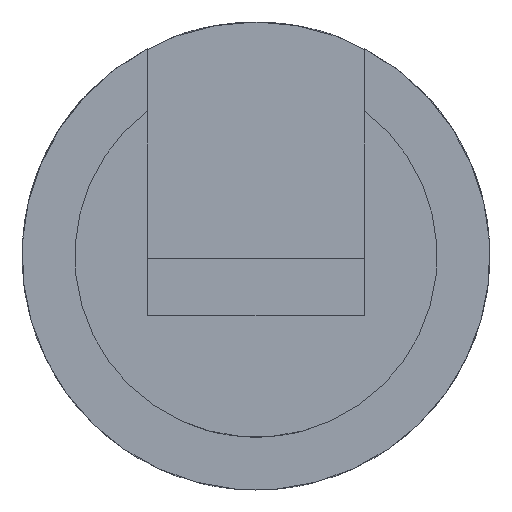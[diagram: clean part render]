
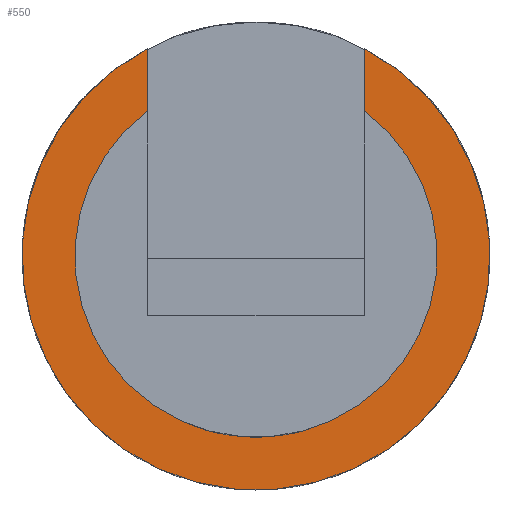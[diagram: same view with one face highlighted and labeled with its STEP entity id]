
A CAD part, front view. The second image highlights one B-rep face of the part: STEP entity #550.
In plain terms, the highlighted planar face has unit normal (0, -1, 0).
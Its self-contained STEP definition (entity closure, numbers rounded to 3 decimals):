
#29=CIRCLE('',#595,2.248);
#36=CIRCLE('',#608,1.74);
#133=ORIENTED_EDGE('',*,*,#240,.F.);
#134=ORIENTED_EDGE('',*,*,#258,.T.);
#135=ORIENTED_EDGE('',*,*,#243,.F.);
#136=ORIENTED_EDGE('',*,*,#222,.T.);
#222=EDGE_CURVE('',#292,#291,#29,.T.);
#240=EDGE_CURVE('',#306,#291,#348,.T.);
#243=EDGE_CURVE('',#292,#309,#350,.T.);
#258=EDGE_CURVE('',#306,#309,#36,.T.);
#291=VERTEX_POINT('',#857);
#292=VERTEX_POINT('',#859);
#306=VERTEX_POINT('',#912);
#309=VERTEX_POINT('',#920);
#348=LINE('',#913,#394);
#350=LINE('',#919,#396);
#394=VECTOR('',#694,1000.);
#396=VECTOR('',#700,1000.);
#438=EDGE_LOOP('',(#133,#134,#135,#136));
#488=FACE_BOUND('',#438,.T.);
#527=PLANE('',#609);
#550=ADVANCED_FACE('',(#488),#527,.T.);
#595=AXIS2_PLACEMENT_3D('',#858,#669,#670);
#608=AXIS2_PLACEMENT_3D('',#957,#721,#722);
#609=AXIS2_PLACEMENT_3D('',#958,#723,#724);
#669=DIRECTION('',(0.,-1.,0.));
#670=DIRECTION('',(0.,0.,-1.));
#694=DIRECTION('',(0.,0.,1.));
#700=DIRECTION('',(0.,0.,-1.));
#721=DIRECTION('',(0.,1.,0.));
#722=DIRECTION('',(1.,0.,0.));
#723=DIRECTION('',(0.,-1.,0.));
#724=DIRECTION('',(0.,0.,-1.));
#857=CARTESIAN_POINT('',(1.041,12.7,1.992));
#858=CARTESIAN_POINT('',(0.,12.7,0.));
#859=CARTESIAN_POINT('',(-1.041,12.7,1.992));
#912=CARTESIAN_POINT('',(1.041,12.7,1.394));
#913=CARTESIAN_POINT('',(1.041,12.7,0.));
#919=CARTESIAN_POINT('',(-1.041,12.7,0.));
#920=CARTESIAN_POINT('',(-1.041,12.7,1.394));
#957=CARTESIAN_POINT('',(0.,12.7,0.));
#958=CARTESIAN_POINT('',(0.,12.7,0.));
